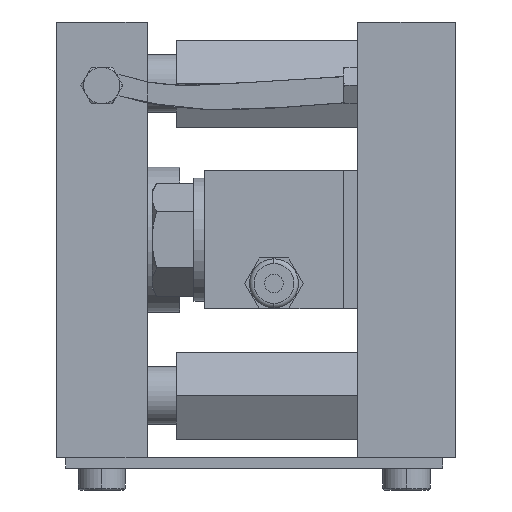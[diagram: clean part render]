
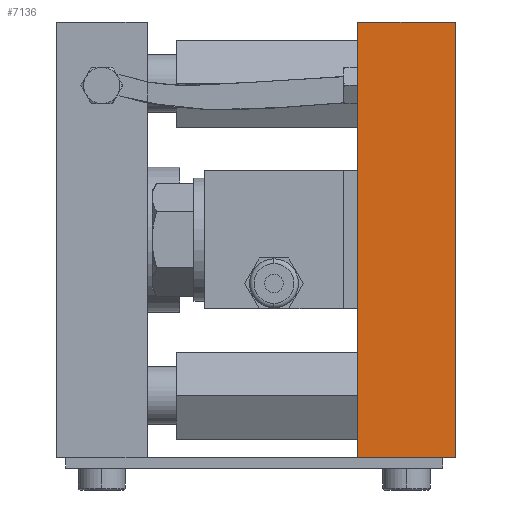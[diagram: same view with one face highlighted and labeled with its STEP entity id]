
A CAD part, left-side view. The second image highlights one B-rep face of the part: STEP entity #7136.
In plain terms, the highlighted planar face has unit normal (-1, 0, 0).
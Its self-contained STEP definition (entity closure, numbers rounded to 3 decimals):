
#318 = VERTEX_POINT ( 'NONE', #1658 ) ;
#504 = CARTESIAN_POINT ( 'NONE',  ( -121.5, 0., 60. ) ) ;
#903 = CARTESIAN_POINT ( 'NONE',  ( -121.5, 27., -60. ) ) ;
#1206 = EDGE_CURVE ( 'NONE', #2757, #2160, #2854, .T. ) ;
#1400 = VECTOR ( 'NONE', #5635, 1000. ) ;
#1603 = LINE ( 'NONE', #903, #6705 ) ;
#1658 = CARTESIAN_POINT ( 'NONE',  ( -121.5, 0., -60. ) ) ;
#1842 = CARTESIAN_POINT ( 'NONE',  ( -121.5, 27., 60. ) ) ;
#2078 = CARTESIAN_POINT ( 'NONE',  ( -121.5, 27., 60. ) ) ;
#2152 = ORIENTED_EDGE ( 'NONE', *, *, #2507, .T. ) ;
#2160 = VERTEX_POINT ( 'NONE', #8273 ) ;
#2174 = VECTOR ( 'NONE', #6201, 1000. ) ;
#2205 = VECTOR ( 'NONE', #6849, 1000. ) ;
#2507 = EDGE_CURVE ( 'NONE', #318, #2160, #9130, .T. ) ;
#2724 = DIRECTION ( 'NONE',  ( 0., 0., -1. ) ) ;
#2757 = VERTEX_POINT ( 'NONE', #1842 ) ;
#2854 = LINE ( 'NONE', #8524, #1400 ) ;
#3148 = AXIS2_PLACEMENT_3D ( 'NONE', #7600, #8431, #2724 ) ;
#3412 = FACE_OUTER_BOUND ( 'NONE', #7075, .T. ) ;
#4402 = VERTEX_POINT ( 'NONE', #5504 ) ;
#5100 = ORIENTED_EDGE ( 'NONE', *, *, #6069, .F. ) ;
#5504 = CARTESIAN_POINT ( 'NONE',  ( -121.5, 27., -60. ) ) ;
#5628 = PLANE ( 'NONE',  #3148 ) ;
#5635 = DIRECTION ( 'NONE',  ( 0., -1., 0. ) ) ;
#6048 = DIRECTION ( 'NONE',  ( 0., -1., 0. ) ) ;
#6069 = EDGE_CURVE ( 'NONE', #4402, #2757, #7599, .T. ) ;
#6124 = ORIENTED_EDGE ( 'NONE', *, *, #8278, .T. ) ;
#6201 = DIRECTION ( 'NONE',  ( 0., 0., 1. ) ) ;
#6705 = VECTOR ( 'NONE', #6048, 1000. ) ;
#6849 = DIRECTION ( 'NONE',  ( 0., 0., 1. ) ) ;
#7075 = EDGE_LOOP ( 'NONE', ( #2152, #7343, #5100, #6124 ) ) ;
#7136 = ADVANCED_FACE ( 'NONE', ( #3412 ), #5628, .F. ) ;
#7343 = ORIENTED_EDGE ( 'NONE', *, *, #1206, .F. ) ;
#7599 = LINE ( 'NONE', #2078, #2205 ) ;
#7600 = CARTESIAN_POINT ( 'NONE',  ( -121.5, 27., 60. ) ) ;
#8273 = CARTESIAN_POINT ( 'NONE',  ( -121.5, 0., 60. ) ) ;
#8278 = EDGE_CURVE ( 'NONE', #4402, #318, #1603, .T. ) ;
#8431 = DIRECTION ( 'NONE',  ( 1., 0., 0. ) ) ;
#8524 = CARTESIAN_POINT ( 'NONE',  ( -121.5, 27., 60. ) ) ;
#9130 = LINE ( 'NONE', #504, #2174 ) ;
